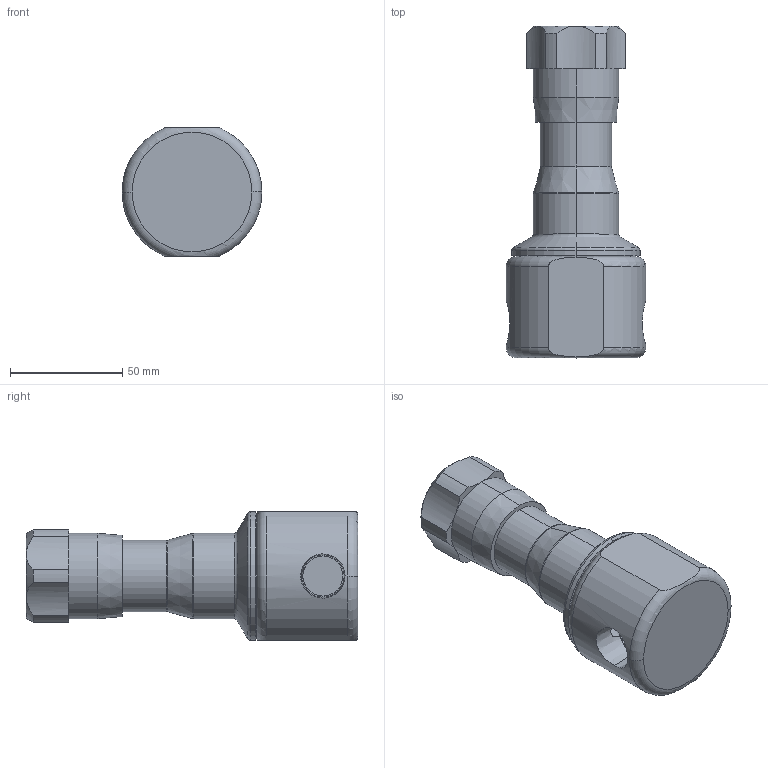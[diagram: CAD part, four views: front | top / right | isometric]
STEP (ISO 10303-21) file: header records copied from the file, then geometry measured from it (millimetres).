
FILE_DESCRIPTION (( 'STEP AP203' ), '1' );
FILE_NAME ('JSB-050-PA.STEP', '2017-06-21T13:21:44', ( '' ), ( '' ), 'SwSTEP 2.0', 'SolidWorks 2014', '' );
FILE_SCHEMA (( 'CONFIG_CONTROL_DESIGN' ));
Length unit declared in the file: inch
Products named in the file (2): JSB-050-PA
Bounding box: 62.23 x 147.96 x 57.15 mm (x, y, z)
Volume: 240836.5 mm3; surface area: 30188.1 mm2
Topology: 1 solids, 1 shells, 84 faces, 196 edges, 119 vertices
Faces by surface type: cylinder 32, cone 21, plane 17, torus 12, sphere 2
Entity records: 3227 total; most frequent: CARTESIAN_POINT 1139, DIRECTION 443, ORIENTED_EDGE 388, AXIS2_PLACEMENT_3D 198, EDGE_CURVE 194, VERTEX_POINT 119, CIRCLE 112, EDGE_LOOP 91
